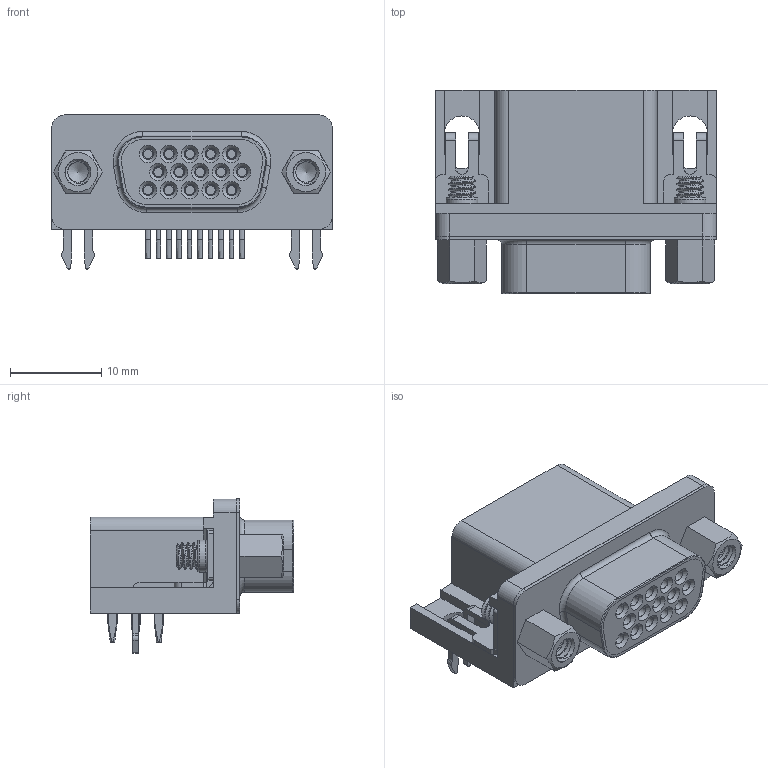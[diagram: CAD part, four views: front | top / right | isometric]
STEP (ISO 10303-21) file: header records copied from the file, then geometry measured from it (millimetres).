
FILE_DESCRIPTION(/* description */ ('Unknown'),/* implementation_level */ '2;1');
FILE_NAME(/* name */ 'CONECTOR VGA-DB15F',/* time_stamp */ '2025-02-07T17:12:36+02:00',/* author */ ('Unknown'),/* organization */ ('Unknown'),/* preprocessor_version */ 'ST-DEVELOPER v19.4',/* originating_system */ 'Solid Edge',/* authorisation */ 'Unknown');
FILE_SCHEMA (('AUTOMOTIVE_DESIGN {1 0 10303 214 3 1 1}'));
Length unit declared in the file: millimetre
Products named in the file (9): CONECTOR VGA-DB15F; VGA-2H; VGA-1H; VGA-3; VGA-4H-1; VGA-4H-2; VGA-4H-3; VGA-5; VGA-6
Assembly tree (22 placements, depth 2):
  CONECTOR VGA-DB15F
    VGA-2H
    VGA-1H
    VGA-3  x2
    VGA-4H-1  x5
    VGA-4H-2  x5
    VGA-4H-3  x5
    VGA-5
    VGA-6  x2
Bounding box: 30.8 x 22.3 x 16.92 mm (x, y, z)
Volume: 3629.7 mm3; surface area: 8148.7 mm2
Topology: 22 solids, 22 shells, 711 faces, 1785 edges, 1165 vertices
Faces by surface type: plane 343, cylinder 255, cone 55, torus 48, bspline 8, sphere 2
Full cylindrical faces by diameter (mm): 1 x15, 1.2 x15, 1.4 x15, 1.5 x15, 2.261 x8, 2.5 x2, 3 x18, 3.1 x2, 3.5 x2, 3.9 x2, 4 x2
Entity records: 14523 total; most frequent: CARTESIAN_POINT 4321, DIRECTION 2086, ORIENTED_EDGE 1946, EDGE_CURVE 973, AXIS2_PLACEMENT_3D 732, VERTEX_POINT 673, LINE 622, VECTOR 622
